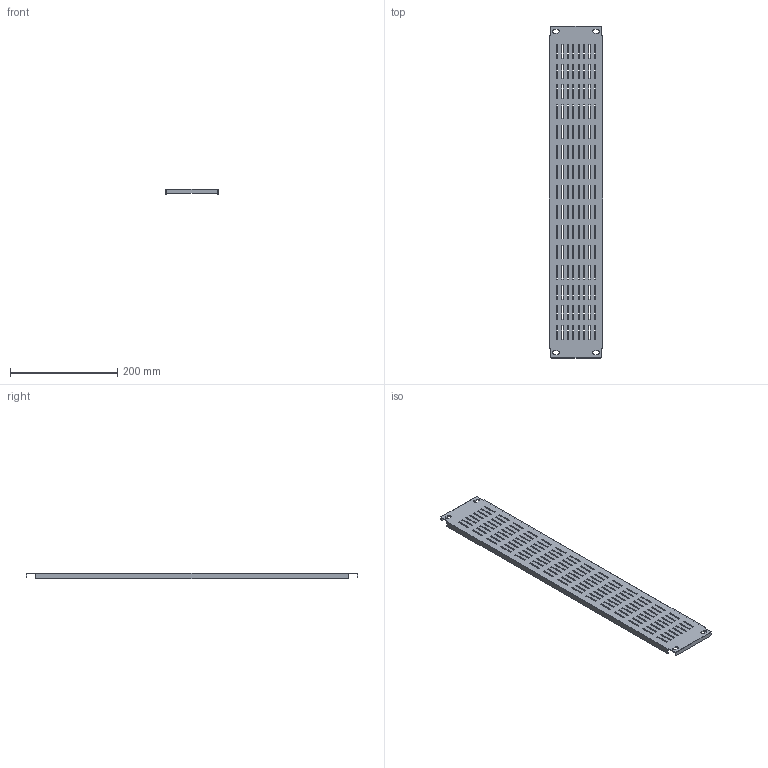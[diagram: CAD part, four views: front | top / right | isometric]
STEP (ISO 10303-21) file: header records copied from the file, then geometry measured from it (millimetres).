
FILE_DESCRIPTION (( 'STEP AP203' ), '1' );
FILE_NAME ('FO-00-PLTV-010-080 FORMAT ч蜱齁罻 櫡翴錒 膻緱. 縺搿謺. 瞂艜. 100 齆僳 800 IEK.STEP', '2024-07-04T09:06:35', ( '' ), ( '' ), 'SwSTEP 2.0', 'SolidWorks 2022', '' );
FILE_SCHEMA (( 'CONFIG_CONTROL_DESIGN' ));
Length unit declared in the file: millimetre
Products named in the file (1): FO-00-PLTV-010-080 FORMAT Заглушка панели нижн. наборн. вент. 100 шкаф 800 IEK
Bounding box: 99 x 620 x 10.75 mm (x, y, z)
Volume: 98100.8 mm3; surface area: 143137.5 mm2
Topology: 1 solids, 1 shells, 538 faces, 1608 edges, 1072 vertices
Faces by surface type: plane 526, cylinder 12
Entity records: 18309 total; most frequent: CARTESIAN_POINT 3219, ORIENTED_EDGE 3216, DIRECTION 2710, EDGE_CURVE 1608, LINE 1584, VECTOR 1584, VERTEX_POINT 1072, EDGE_LOOP 786
